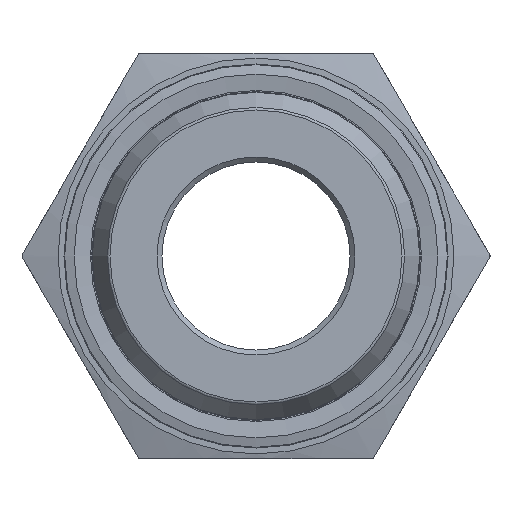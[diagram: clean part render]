
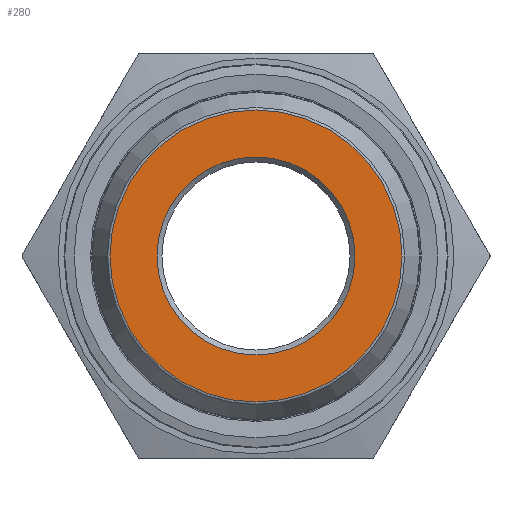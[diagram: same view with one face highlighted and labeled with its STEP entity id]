
A CAD part, left-side view. The second image highlights one B-rep face of the part: STEP entity #280.
In plain terms, the highlighted planar face has unit normal (-1, 0, 0).
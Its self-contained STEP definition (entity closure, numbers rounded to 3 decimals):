
#153=FACE_BOUND('',#405,.T.);
#154=FACE_BOUND('',#406,.T.);
#215=CIRCLE('',#1083,10.);
#216=CIRCLE('',#1084,14.752);
#248=PLANE('',#1085);
#280=ADVANCED_FACE('',(#153,#154),#248,.F.);
#405=EDGE_LOOP('',(#666));
#406=EDGE_LOOP('',(#667));
#666=ORIENTED_EDGE('',*,*,#965,.T.);
#667=ORIENTED_EDGE('',*,*,#966,.T.);
#847=VERTEX_POINT('',#1996);
#848=VERTEX_POINT('',#1998);
#965=EDGE_CURVE('',#847,#847,#215,.T.);
#966=EDGE_CURVE('',#848,#848,#216,.T.);
#1083=AXIS2_PLACEMENT_3D('',#1995,#1257,#1258);
#1084=AXIS2_PLACEMENT_3D('',#1997,#1259,#1260);
#1085=AXIS2_PLACEMENT_3D('',#1999,#1261,#1262);
#1257=DIRECTION('',(1.,0.,0.));
#1258=DIRECTION('',(0.,0.,-1.));
#1259=DIRECTION('',(-1.,0.,0.));
#1260=DIRECTION('',(0.,0.,-1.));
#1261=DIRECTION('',(1.,0.,0.));
#1262=DIRECTION('',(0.,0.,-1.));
#1995=CARTESIAN_POINT('',(0.,0.,0.));
#1996=CARTESIAN_POINT('',(0.,0.,-10.));
#1997=CARTESIAN_POINT('',(0.,0.,0.));
#1998=CARTESIAN_POINT('',(0.,0.,-14.752));
#1999=CARTESIAN_POINT('',(0.,-23.435,0.));
